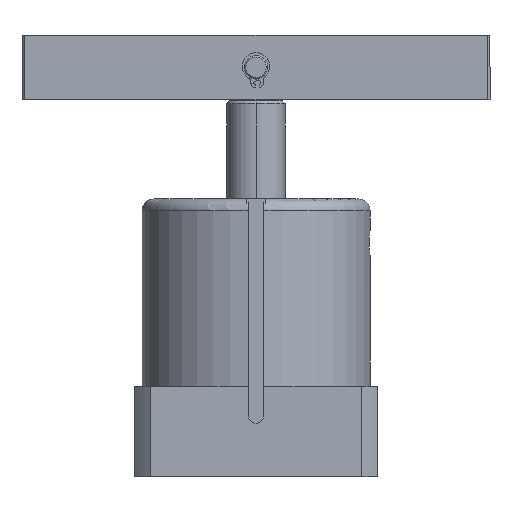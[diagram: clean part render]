
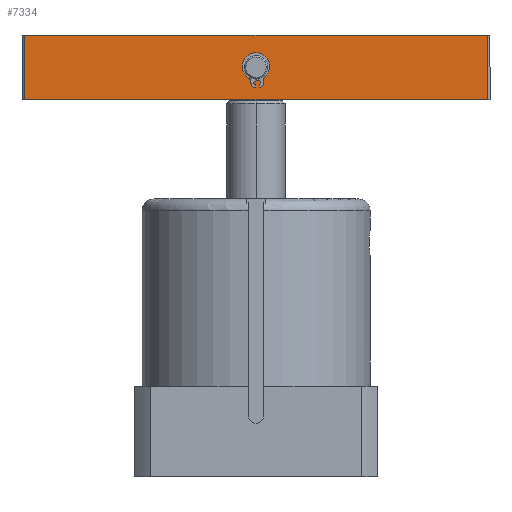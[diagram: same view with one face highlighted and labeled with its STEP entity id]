
A CAD part, front view. The second image highlights one B-rep face of the part: STEP entity #7334.
In plain terms, the highlighted face is planar.
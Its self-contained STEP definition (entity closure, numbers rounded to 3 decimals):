
#272 = CIRCLE ( 'NONE', #3141, 4.5 ) ;
#275 = VECTOR ( 'NONE', #2130, 1000. ) ;
#276 = LINE ( 'NONE', #2128, #275 ) ;
#286 = CIRCLE ( 'NONE', #3129, 4.5 ) ;
#289 = LINE ( 'NONE', #2133, #298 ) ;
#294 = LINE ( 'NONE', #2139, #299 ) ;
#296 = LINE ( 'NONE', #2124, #300 ) ;
#298 = VECTOR ( 'NONE', #2129, 1000. ) ;
#299 = VECTOR ( 'NONE', #2141, 1000. ) ;
#300 = VECTOR ( 'NONE', #2131, 1000. ) ;
#2064 = CARTESIAN_POINT ( 'NONE',  ( 0., 11., 11. ) ) ;
#2065 = DIRECTION ( 'NONE',  ( 0., -1., 0. ) ) ;
#2066 = DIRECTION ( 'NONE',  ( 0., 0., -1. ) ) ;
#2118 = CARTESIAN_POINT ( 'NONE',  ( 0., 11., 11. ) ) ;
#2119 = DIRECTION ( 'NONE',  ( 0., -1., 0. ) ) ;
#2120 = DIRECTION ( 'NONE',  ( 0., 0., -1. ) ) ;
#2124 = CARTESIAN_POINT ( 'NONE',  ( -80., 11., 0. ) ) ;
#2128 = CARTESIAN_POINT ( 'NONE',  ( -79., 11., 22. ) ) ;
#2129 = DIRECTION ( 'NONE',  ( 0., 0., -1. ) ) ;
#2130 = DIRECTION ( 'NONE',  ( 0., 0., 1. ) ) ;
#2131 = DIRECTION ( 'NONE',  ( -1., 0., 0. ) ) ;
#2133 = CARTESIAN_POINT ( 'NONE',  ( 79., 11., 22. ) ) ;
#2139 = CARTESIAN_POINT ( 'NONE',  ( -80., 11., 22. ) ) ;
#2141 = DIRECTION ( 'NONE',  ( -1., 0., 0. ) ) ;
#2453 = EDGE_LOOP ( 'NONE', ( #7456, #7457 ) ) ;
#2505 = EDGE_LOOP ( 'NONE', ( #7454, #7483, #7478, #7451 ) ) ;
#2704 = FACE_OUTER_BOUND ( 'NONE', #2505, .T. ) ;
#2713 = FACE_BOUND ( 'NONE', #2453, .T. ) ;
#3000 = AXIS2_PLACEMENT_3D ( 'NONE', #5717, #5727, #5728 ) ;
#3129 = AXIS2_PLACEMENT_3D ( 'NONE', #2064, #2065, #2066 ) ;
#3141 = AXIS2_PLACEMENT_3D ( 'NONE', #2118, #2119, #2120 ) ;
#4156 = VERTEX_POINT ( 'NONE', #6782 ) ;
#4157 = VERTEX_POINT ( 'NONE', #6781 ) ;
#4245 = VERTEX_POINT ( 'NONE', #7656 ) ;
#4276 = VERTEX_POINT ( 'NONE', #7737 ) ;
#4343 = CARTESIAN_POINT ( 'NONE',  ( 79., 11., 22. ) ) ;
#4470 = CARTESIAN_POINT ( 'NONE',  ( 0., 11., 15.5 ) ) ;
#5717 = CARTESIAN_POINT ( 'NONE',  ( -80., 11., 22. ) ) ;
#5722 = PLANE ( 'NONE',  #3000 ) ;
#5727 = DIRECTION ( 'NONE',  ( 0., -1., 0. ) ) ;
#5728 = DIRECTION ( 'NONE',  ( 0., 0., -1. ) ) ;
#6781 = CARTESIAN_POINT ( 'NONE',  ( -79., 11., 22. ) ) ;
#6782 = CARTESIAN_POINT ( 'NONE',  ( -79., 11., 0. ) ) ;
#6928 = VERTEX_POINT ( 'NONE', #4470 ) ;
#7046 = VERTEX_POINT ( 'NONE', #4343 ) ;
#7334 = ADVANCED_FACE ( 'NONE', ( #2713, #2704 ), #5722, .F. ) ;
#7451 = ORIENTED_EDGE ( 'NONE', *, *, #8103, .T. ) ;
#7454 = ORIENTED_EDGE ( 'NONE', *, *, #8108, .F. ) ;
#7456 = ORIENTED_EDGE ( 'NONE', *, *, #8080, .T. ) ;
#7457 = ORIENTED_EDGE ( 'NONE', *, *, #8098, .T. ) ;
#7478 = ORIENTED_EDGE ( 'NONE', *, *, #8104, .T. ) ;
#7483 = ORIENTED_EDGE ( 'NONE', *, *, #8107, .T. ) ;
#7656 = CARTESIAN_POINT ( 'NONE',  ( 79., 11., 0. ) ) ;
#7737 = CARTESIAN_POINT ( 'NONE',  ( 0., 11., 6.5 ) ) ;
#8080 = EDGE_CURVE ( 'NONE', #6928, #4276, #286, .T. ) ;
#8098 = EDGE_CURVE ( 'NONE', #4276, #6928, #272, .T. ) ;
#8103 = EDGE_CURVE ( 'NONE', #4156, #4157, #276, .T. ) ;
#8104 = EDGE_CURVE ( 'NONE', #4245, #4156, #296, .T. ) ;
#8107 = EDGE_CURVE ( 'NONE', #7046, #4245, #289, .T. ) ;
#8108 = EDGE_CURVE ( 'NONE', #7046, #4157, #294, .T. ) ;
